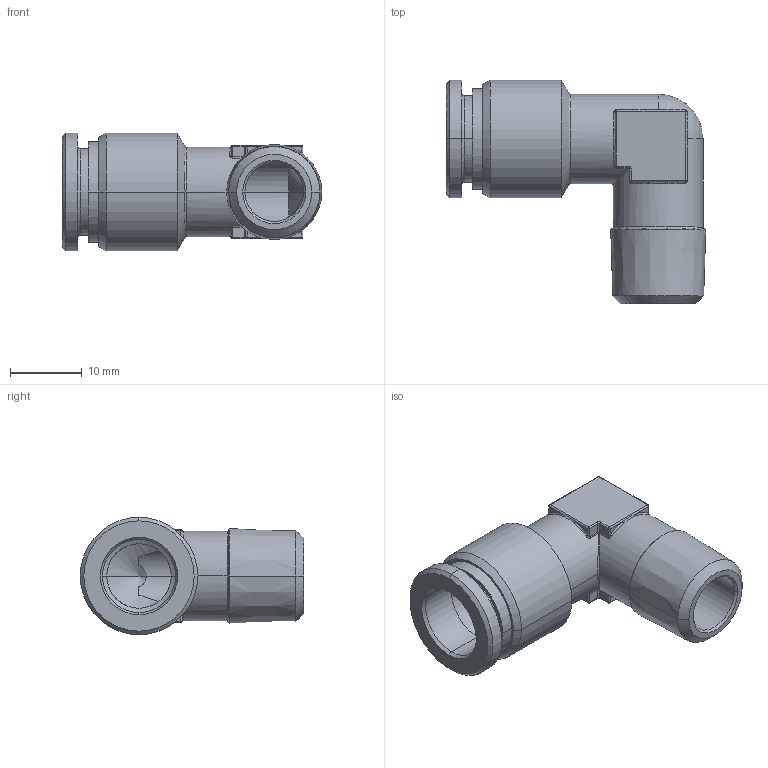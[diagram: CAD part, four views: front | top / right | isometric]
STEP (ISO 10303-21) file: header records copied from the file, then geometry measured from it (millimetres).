
FILE_DESCRIPTION((''),'2;1');
FILE_NAME('mxm.14.10.14',(''),('sopra-pneumatic'),'PRO/ENGINEER BY PARAMETRIC TECHNOLOGY CORPORATION, 2015110','PRO/ENGINEER BY PARAMETRIC TECHNOLOGY CORPORATION, 2015110','');
FILE_SCHEMA(('CONFIG_CONTROL_DESIGN'));
Length unit declared in the file: millimetre
Products named in the file (1): 380871B_950X4-10FF-1-4K
Bounding box: 36.24 x 31.2 x 16.4 mm (x, y, z)
Volume: 4350.4 mm3; surface area: 4383.1 mm2
Topology: 1 solids, 1 shells, 154 faces, 338 edges, 188 vertices
Faces by surface type: cylinder 52, cone 26, plane 25, torus 22, bspline 16, sphere 13
Entity records: 5349 total; most frequent: CARTESIAN_POINT 1976, DIRECTION 752, ORIENTED_EDGE 670, EDGE_CURVE 335, AXIS2_PLACEMENT_3D 319, VERTEX_POINT 188, CIRCLE 181, EDGE_LOOP 161
